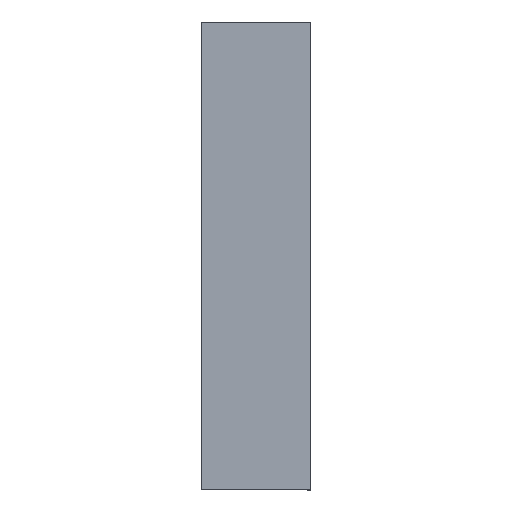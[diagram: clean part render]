
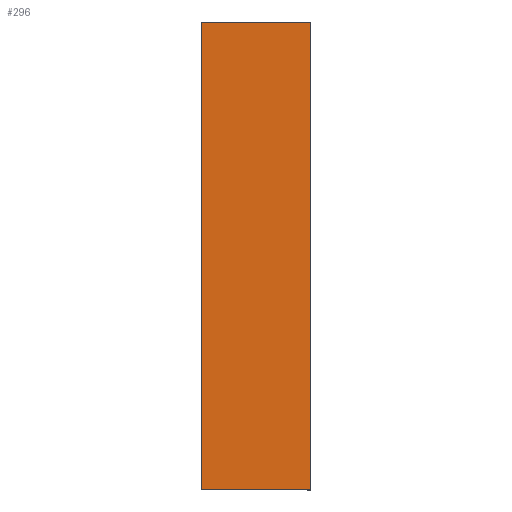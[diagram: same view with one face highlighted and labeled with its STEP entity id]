
A CAD part, top view. The second image highlights one B-rep face of the part: STEP entity #296.
In plain terms, the highlighted planar face has unit normal (0, 0, 1).
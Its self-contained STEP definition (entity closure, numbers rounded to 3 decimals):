
#1 = VERTEX_POINT ( 'NONE', #780 ) ;
#34 = EDGE_LOOP ( 'NONE', ( #990, #1732, #314, #340 ) ) ;
#36 = DIRECTION ( 'NONE',  ( 0., 0., 1. ) ) ;
#178 = EDGE_CURVE ( 'NONE', #1927, #1368, #278, .T. ) ;
#198 = EDGE_CURVE ( 'NONE', #1, #1927, #878, .T. ) ;
#267 = CARTESIAN_POINT ( 'NONE',  ( 0., 0., 0. ) ) ;
#278 = LINE ( 'NONE', #267, #501 ) ;
#296 = ADVANCED_FACE ( 'NONE', ( #782 ), #357, .T. ) ;
#314 = ORIENTED_EDGE ( 'NONE', *, *, #198, .T. ) ;
#340 = ORIENTED_EDGE ( 'NONE', *, *, #178, .T. ) ;
#357 = PLANE ( 'NONE',  #504 ) ;
#458 = VECTOR ( 'NONE', #1422, 1000. ) ;
#501 = VECTOR ( 'NONE', #717, 1000. ) ;
#504 = AXIS2_PLACEMENT_3D ( 'NONE', #959, #36, #1113 ) ;
#646 = VERTEX_POINT ( 'NONE', #1655 ) ;
#717 = DIRECTION ( 'NONE',  ( 1., 0., 0. ) ) ;
#780 = CARTESIAN_POINT ( 'NONE',  ( -46., 197., 0. ) ) ;
#782 = FACE_OUTER_BOUND ( 'NONE', #34, .T. ) ;
#863 = CARTESIAN_POINT ( 'NONE',  ( -46., 0., 0. ) ) ;
#878 = LINE ( 'NONE', #863, #1721 ) ;
#891 = DIRECTION ( 'NONE',  ( 0., -1., 0. ) ) ;
#944 = LINE ( 'NONE', #1083, #1385 ) ;
#959 = CARTESIAN_POINT ( 'NONE',  ( 0., 0., 0. ) ) ;
#990 = ORIENTED_EDGE ( 'NONE', *, *, #1465, .T. ) ;
#1083 = CARTESIAN_POINT ( 'NONE',  ( 0., 0., 0. ) ) ;
#1113 = DIRECTION ( 'NONE',  ( 1., 0., 0. ) ) ;
#1131 = LINE ( 'NONE', #1431, #458 ) ;
#1368 = VERTEX_POINT ( 'NONE', #1516 ) ;
#1385 = VECTOR ( 'NONE', #1396, 1000. ) ;
#1396 = DIRECTION ( 'NONE',  ( 0., 1., 0. ) ) ;
#1422 = DIRECTION ( 'NONE',  ( -1., 0., 0. ) ) ;
#1431 = CARTESIAN_POINT ( 'NONE',  ( 0., 197., 0. ) ) ;
#1465 = EDGE_CURVE ( 'NONE', #1368, #646, #944, .T. ) ;
#1516 = CARTESIAN_POINT ( 'NONE',  ( 0., 0., 0. ) ) ;
#1551 = CARTESIAN_POINT ( 'NONE',  ( -46., 0., 0. ) ) ;
#1591 = EDGE_CURVE ( 'NONE', #646, #1, #1131, .T. ) ;
#1655 = CARTESIAN_POINT ( 'NONE',  ( 0., 197., 0. ) ) ;
#1721 = VECTOR ( 'NONE', #891, 1000. ) ;
#1732 = ORIENTED_EDGE ( 'NONE', *, *, #1591, .T. ) ;
#1927 = VERTEX_POINT ( 'NONE', #1551 ) ;
